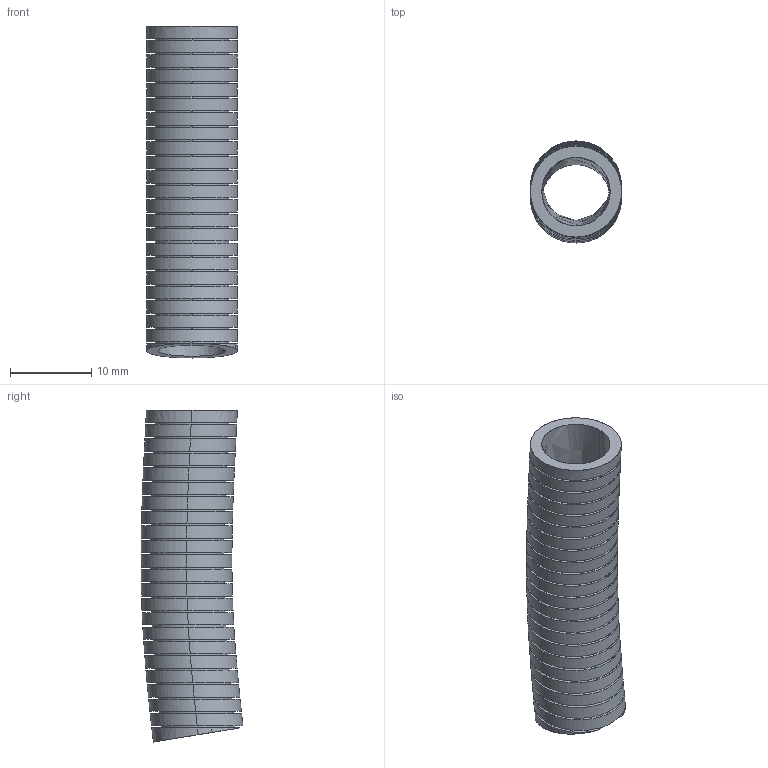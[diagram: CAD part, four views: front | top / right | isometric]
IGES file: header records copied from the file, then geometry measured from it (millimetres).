
Start section: SolidWorks IGES file using analytic representation for surfaces
Global section: file name: SM-1013-HY.IGS; native system: SolidWorks 2007; preprocessor: SolidWorks 2007; author: baystate; date: 071208.044420; units: inch
Bounding box: 11.18 x 12.5 x 40.77 mm (x, y, z)
Surface area: 4023.4 mm2 (no closed solid volume)
Topology: 0 solids, 0 shells, 139 faces, 4279 edges, 4279 vertices
Faces by surface type: bspline 95, revolution 44
